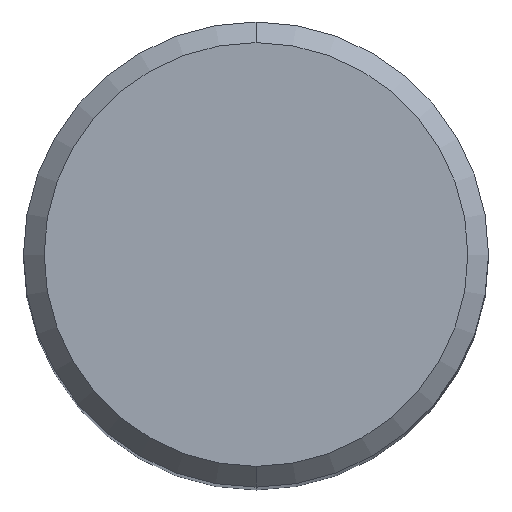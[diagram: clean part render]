
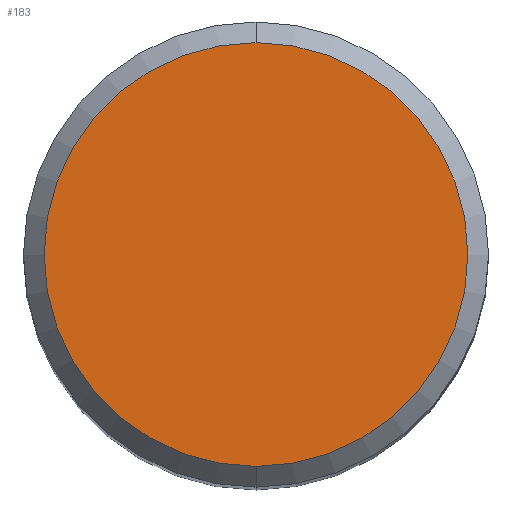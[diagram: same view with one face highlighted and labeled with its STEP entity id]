
A CAD part, top view. The second image highlights one B-rep face of the part: STEP entity #183.
In plain terms, the highlighted planar face has unit normal (0, 0, 1).
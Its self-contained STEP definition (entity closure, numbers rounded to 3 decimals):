
#183=ADVANCED_FACE('',(#491),#492,.T.);
#229=EDGE_CURVE('',#247,#263,#543,.T.);
#247=VERTEX_POINT('',#563);
#257=EDGE_CURVE('',#263,#247,#573,.T.);
#263=VERTEX_POINT('',#579);
#491=FACE_OUTER_BOUND('',#819,.T.);
#492=PLANE('',#820);
#543=CIRCLE('',#929,8.2);
#563=CARTESIAN_POINT('',(0.,-8.2,0.0));
#573=CIRCLE('',#1012,8.2);
#579=CARTESIAN_POINT('',(0.0,8.2,0.0));
#819=EDGE_LOOP('',(#1527,#1528));
#820=AXIS2_PLACEMENT_3D('',#1529,#1530,#1531);
#929=AXIS2_PLACEMENT_3D('',#1586,#1587,#1588);
#1012=AXIS2_PLACEMENT_3D('',#1610,#1611,#1612);
#1527=ORIENTED_EDGE('',*,*,#257,.F.);
#1528=ORIENTED_EDGE('',*,*,#229,.F.);
#1529=CARTESIAN_POINT('',(0.0,4.1,0.0));
#1530=DIRECTION('',(-0.0,0.0,1.0));
#1531=DIRECTION('',(0.0,-1.0,0.0));
#1586=CARTESIAN_POINT('',(0.0,0.0,0.0));
#1587=DIRECTION('',(0.0,0.0,-1.0));
#1588=DIRECTION('',(0.0,1.0,0.0));
#1610=CARTESIAN_POINT('',(0.0,0.0,0.0));
#1611=DIRECTION('',(0.0,0.0,-1.0));
#1612=DIRECTION('',(0.0,1.0,0.0));
